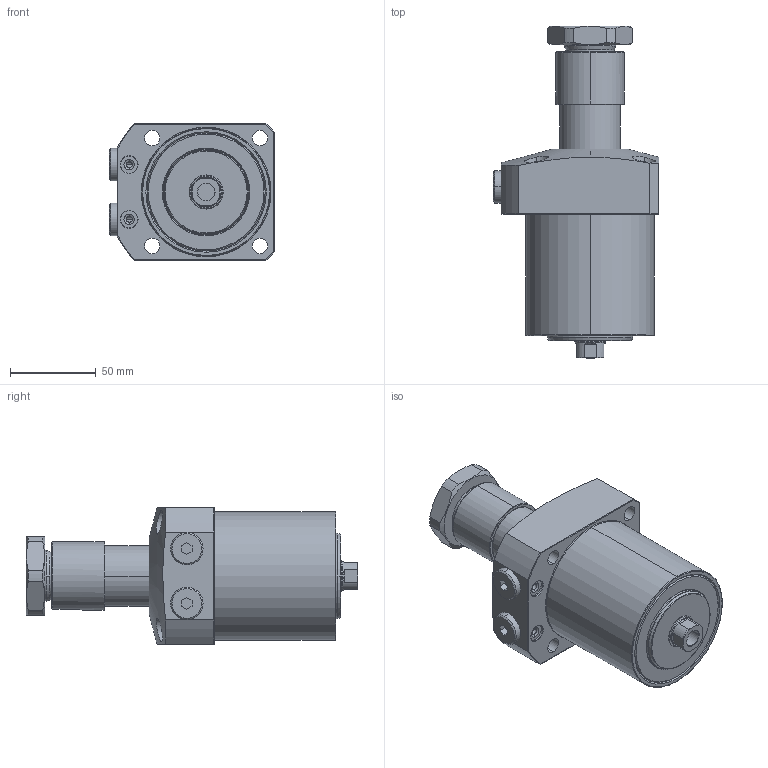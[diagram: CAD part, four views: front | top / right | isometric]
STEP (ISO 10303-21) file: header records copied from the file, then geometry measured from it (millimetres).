
FILE_DESCRIPTION (( 'STEP AP203' ), '1' );
FILE_NAME ('LHA0750-CLD.STEP', '2018-12-15T05:45:50', ( '微软用户' ), ( '微软中国' ), 'SwSTEP 2.0', 'SolidWorks 2012', '' );
FILE_SCHEMA (( 'CONFIG_CONTROL_DESIGN' ));
Length unit declared in the file: millimetre
Products named in the file (8): LHA0750-槭暌溛(蹬怮椔); LHA0750-咂衝椳紕_蹬怮椔); LHA0750-D菛巍; LHA0750-楓羔_D); LHA0750-ů_; LHA0750-簸忣諍匏_; Gȼ__4; LHA0750-CLD
Assembly tree (8 placements, depth 2):
  LHA0750-CLD
    LHA0750-槭暌溛(蹬怮椔)
    LHA0750-咂衝椳紕_蹬怮椔)
    LHA0750-D菛巍
    LHA0750-楓羔_D)
    LHA0750-ů_
    LHA0750-簸忣諍匏_
    Gȼ__4  x2
Bounding box: 96.5 x 194 x 80 mm (x, y, z)
Volume: 651772.9 mm3; surface area: 81708.9 mm2
Topology: 8 solids, 8 shells, 275 faces, 645 edges, 402 vertices
Faces by surface type: cylinder 93, plane 93, cone 59, torus 28, sphere 2
Entity records: 9315 total; most frequent: CARTESIAN_POINT 2438, DIRECTION 1303, ORIENTED_EDGE 1226, EDGE_CURVE 613, AXIS2_PLACEMENT_3D 533, VERTEX_POINT 384, EDGE_LOOP 295, FACE_OUTER_BOUND 262
